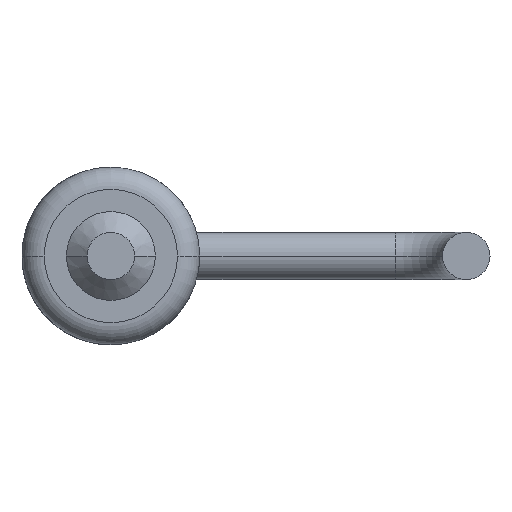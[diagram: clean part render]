
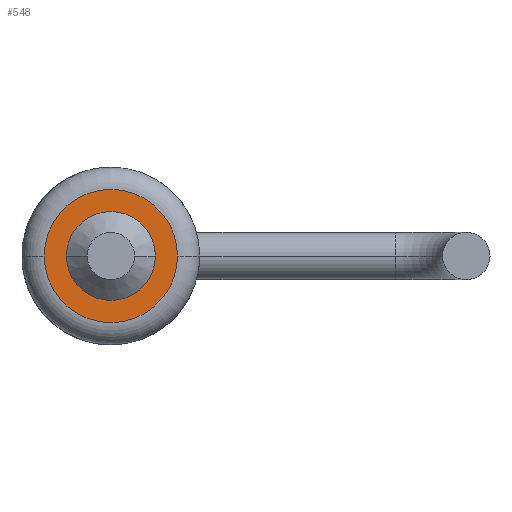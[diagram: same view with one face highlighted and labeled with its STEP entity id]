
A CAD part, front view. The second image highlights one B-rep face of the part: STEP entity #548.
In plain terms, the highlighted planar face has unit normal (0, -1, 0).
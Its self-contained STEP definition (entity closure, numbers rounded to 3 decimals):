
#12 = AXIS2_PLACEMENT_3D ( 'NONE', #4662, #4578, #2973 ) ;
#124 = FACE_BOUND ( 'NONE', #4497, .T. ) ;
#290 = EDGE_CURVE ( 'NONE', #3354, #4782, #2480, .T. ) ;
#308 = DIRECTION ( 'NONE',  ( 1., 0., 0. ) ) ;
#548 = ADVANCED_FACE ( 'NONE', ( #124, #1761 ), #553, .F. ) ;
#553 = PLANE ( 'NONE',  #12 ) ;
#570 = CARTESIAN_POINT ( 'NONE',  ( 0.476, 1.21, 0. ) ) ;
#637 = ORIENTED_EDGE ( 'NONE', *, *, #4167, .T. ) ;
#794 = ORIENTED_EDGE ( 'NONE', *, *, #5016, .T. ) ;
#921 = CARTESIAN_POINT ( 'NONE',  ( 0., 1.21, 0. ) ) ;
#1124 = CARTESIAN_POINT ( 'NONE',  ( 0., 1.21, 0. ) ) ;
#1592 = VERTEX_POINT ( 'NONE', #4023 ) ;
#1761 = FACE_OUTER_BOUND ( 'NONE', #3488, .T. ) ;
#2054 = AXIS2_PLACEMENT_3D ( 'NONE', #4133, #4525, #5025 ) ;
#2065 = EDGE_CURVE ( 'NONE', #4782, #3354, #4891, .T. ) ;
#2154 = DIRECTION ( 'NONE',  ( 0., -1., 0. ) ) ;
#2174 = AXIS2_PLACEMENT_3D ( 'NONE', #1124, #2792, #4417 ) ;
#2184 = DIRECTION ( 'NONE',  ( 1., 0., 0. ) ) ;
#2314 = CARTESIAN_POINT ( 'NONE',  ( 0., 1.21, 0. ) ) ;
#2480 = CIRCLE ( 'NONE', #3173, 0.476 ) ;
#2533 = CARTESIAN_POINT ( 'NONE',  ( 0.714, 1.21, 0. ) ) ;
#2792 = DIRECTION ( 'NONE',  ( 0., -1., 0. ) ) ;
#2973 = DIRECTION ( 'NONE',  ( -1., 0., 0. ) ) ;
#3173 = AXIS2_PLACEMENT_3D ( 'NONE', #921, #2154, #2184 ) ;
#3354 = VERTEX_POINT ( 'NONE', #570 ) ;
#3458 = CIRCLE ( 'NONE', #2174, 0.714 ) ;
#3488 = EDGE_LOOP ( 'NONE', ( #637, #794 ) ) ;
#3701 = AXIS2_PLACEMENT_3D ( 'NONE', #2314, #4822, #308 ) ;
#4023 = CARTESIAN_POINT ( 'NONE',  ( -0.714, 1.21, 0. ) ) ;
#4055 = ORIENTED_EDGE ( 'NONE', *, *, #290, .F. ) ;
#4133 = CARTESIAN_POINT ( 'NONE',  ( 0., 1.21, 0. ) ) ;
#4138 = CARTESIAN_POINT ( 'NONE',  ( -0.476, 1.21, 0. ) ) ;
#4167 = EDGE_CURVE ( 'NONE', #4617, #1592, #4727, .T. ) ;
#4417 = DIRECTION ( 'NONE',  ( 1., 0., 0. ) ) ;
#4497 = EDGE_LOOP ( 'NONE', ( #4055, #4602 ) ) ;
#4525 = DIRECTION ( 'NONE',  ( 0., -1., 0. ) ) ;
#4578 = DIRECTION ( 'NONE',  ( 0., 1., 0. ) ) ;
#4602 = ORIENTED_EDGE ( 'NONE', *, *, #2065, .F. ) ;
#4617 = VERTEX_POINT ( 'NONE', #2533 ) ;
#4662 = CARTESIAN_POINT ( 'NONE',  ( -0.714, 1.21, 0. ) ) ;
#4727 = CIRCLE ( 'NONE', #3701, 0.714 ) ;
#4782 = VERTEX_POINT ( 'NONE', #4138 ) ;
#4822 = DIRECTION ( 'NONE',  ( 0., -1., 0. ) ) ;
#4891 = CIRCLE ( 'NONE', #2054, 0.476 ) ;
#5016 = EDGE_CURVE ( 'NONE', #1592, #4617, #3458, .T. ) ;
#5025 = DIRECTION ( 'NONE',  ( 1., 0., 0. ) ) ;
